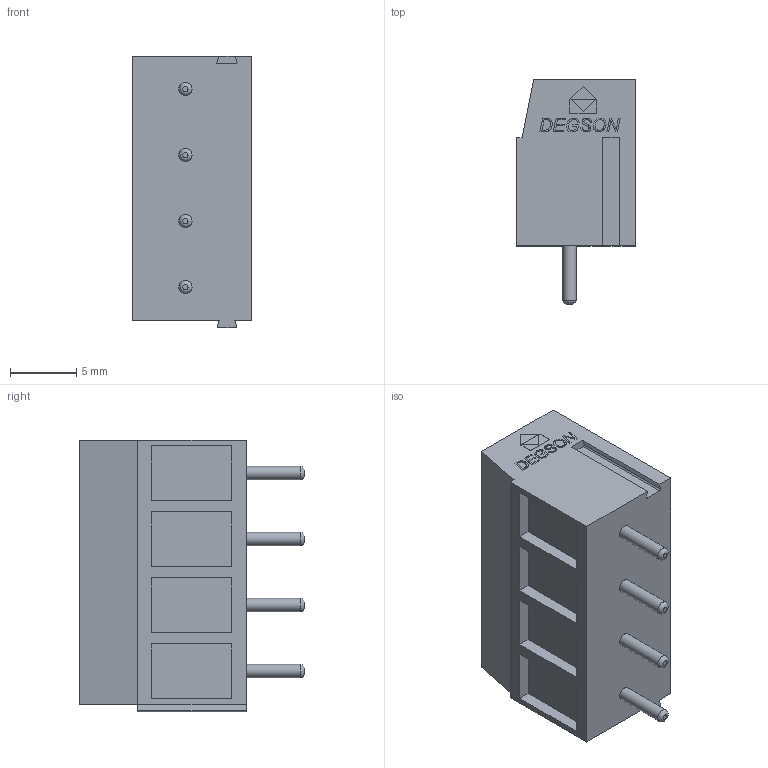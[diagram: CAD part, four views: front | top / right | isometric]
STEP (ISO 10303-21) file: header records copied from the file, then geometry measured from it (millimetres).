
FILE_DESCRIPTION(/* description */ (''),/* implementation_level */ '2;1');
FILE_NAME(/* name */ 'DG300-5.0-04P-1Y-00A(H).stp',/* time_stamp */ '2020-05-26T19:45:17+08:00',/* author */ (''),/* organization */ (''),/* preprocessor_version */ 'ST-DEVELOPER v15',/* originating_system */ 'SIEMENS PLM Software NX 8.5',/* authorisation */ '');
FILE_SCHEMA (('AP203_CONFIGURATION_CONTROLLED_3D_DESIGN_OF_MECHANICAL_PARTS_AND_ASSEMBLIES_MIM_LF { 1 0 10303 403 2 1 2}'));
Length unit declared in the file: millimetre
Products named in the file (1): FOB046C2496xdmm
Bounding box: 9 x 17 x 20.6 mm (x, y, z)
Volume: 1987.5 mm3; surface area: 1608.5 mm2
Topology: 1 solids, 8 shells, 838 faces, 2332 edges, 1544 vertices
Faces by surface type: plane 768, cylinder 32, torus 20, cone 14, bspline 4
Full cylindrical faces by diameter (mm): 1 x4, 2.9 x4
Entity records: 26694 total; most frequent: CARTESIAN_POINT 5161, ORIENTED_EDGE 4616, DIRECTION 4064, EDGE_CURVE 2308, LINE 2154, VECTOR 2154, VERTEX_POINT 1540, AXIS2_PLACEMENT_3D 955
